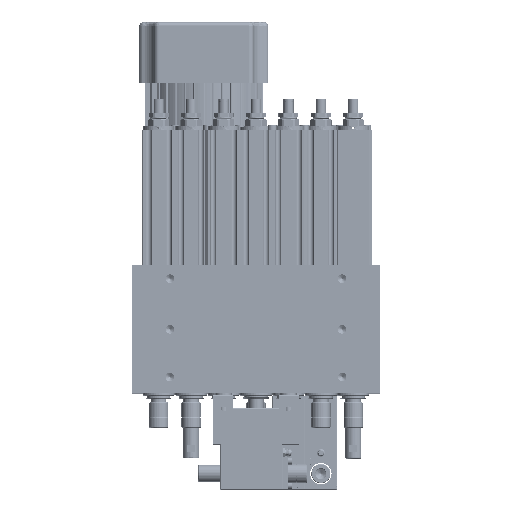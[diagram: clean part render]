
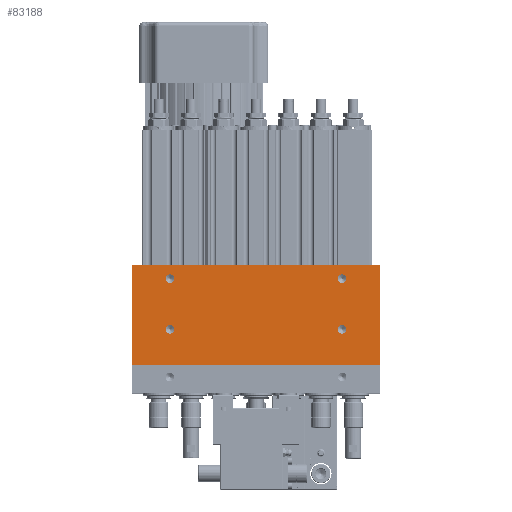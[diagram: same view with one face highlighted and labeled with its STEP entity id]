
A CAD part, top view. The second image highlights one B-rep face of the part: STEP entity #83188.
In plain terms, the highlighted planar face has unit normal (0, 0, 1).
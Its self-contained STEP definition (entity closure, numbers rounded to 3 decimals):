
#1201 = ORIENTED_EDGE ( 'NONE', *, *, #34764, .T. ) ;
#2245 = ORIENTED_EDGE ( 'NONE', *, *, #3603, .T. ) ;
#3603 = EDGE_CURVE ( 'NONE', #56499, #48559, #15130, .T. ) ;
#4585 = CARTESIAN_POINT ( 'NONE',  ( 244., 98., 0. ) ) ;
#5599 = EDGE_CURVE ( 'NONE', #79185, #105446, #30161, .T. ) ;
#5969 = EDGE_LOOP ( 'NONE', ( #7682, #10820 ) ) ;
#7180 = CIRCLE ( 'NONE', #61923, 4.25 ) ;
#7682 = ORIENTED_EDGE ( 'NONE', *, *, #59248, .T. ) ;
#8671 = ORIENTED_EDGE ( 'NONE', *, *, #12485, .T. ) ;
#10820 = ORIENTED_EDGE ( 'NONE', *, *, #77268, .T. ) ;
#11598 = CARTESIAN_POINT ( 'NONE',  ( 202.75, 35., 0. ) ) ;
#12485 = EDGE_CURVE ( 'NONE', #94251, #20651, #84439, .T. ) ;
#13968 = AXIS2_PLACEMENT_3D ( 'NONE', #51333, #113376, #60252 ) ;
#14174 = CIRCLE ( 'NONE', #13968, 4.25 ) ;
#14181 = CARTESIAN_POINT ( 'NONE',  ( 0., 0., 0. ) ) ;
#14366 = AXIS2_PLACEMENT_3D ( 'NONE', #32220, #94241, #41092 ) ;
#14778 = FACE_BOUND ( 'NONE', #5969, .T. ) ;
#15130 = CIRCLE ( 'NONE', #37112, 4.25 ) ;
#15473 = CARTESIAN_POINT ( 'NONE',  ( 0., 98., 0. ) ) ;
#16542 = EDGE_CURVE ( 'NONE', #105251, #95961, #14174, .T. ) ;
#17062 = EDGE_CURVE ( 'NONE', #18357, #39961, #96631, .T. ) ;
#18357 = VERTEX_POINT ( 'NONE', #91762 ) ;
#19343 = ORIENTED_EDGE ( 'NONE', *, *, #5599, .F. ) ;
#20349 = FACE_BOUND ( 'NONE', #100687, .T. ) ;
#20375 = DIRECTION ( 'NONE',  ( 0., 0., -1. ) ) ;
#20651 = VERTEX_POINT ( 'NONE', #109098 ) ;
#21612 = CARTESIAN_POINT ( 'NONE',  ( 0., 98., 0. ) ) ;
#21816 = EDGE_LOOP ( 'NONE', ( #1201, #95104 ) ) ;
#22320 = CARTESIAN_POINT ( 'NONE',  ( 37., 35., 0. ) ) ;
#24409 = DIRECTION ( 'NONE',  ( 0., -1., 0. ) ) ;
#24593 = CIRCLE ( 'NONE', #14366, 4.25 ) ;
#26221 = CARTESIAN_POINT ( 'NONE',  ( 207., 35., 0. ) ) ;
#28125 = CIRCLE ( 'NONE', #108815, 4.25 ) ;
#28636 = EDGE_LOOP ( 'NONE', ( #43865, #19343, #93844, #8671 ) ) ;
#30161 = LINE ( 'NONE', #4585, #50961 ) ;
#31208 = DIRECTION ( 'NONE',  ( -1., 0., 0. ) ) ;
#32220 = CARTESIAN_POINT ( 'NONE',  ( 207., 35., 0. ) ) ;
#33201 = CARTESIAN_POINT ( 'NONE',  ( 37., 35., 0. ) ) ;
#33344 = AXIS2_PLACEMENT_3D ( 'NONE', #95459, #42305, #104346 ) ;
#34764 = EDGE_CURVE ( 'NONE', #39961, #18357, #106320, .T. ) ;
#35071 = DIRECTION ( 'NONE',  ( -1., 0., 0. ) ) ;
#35423 = CARTESIAN_POINT ( 'NONE',  ( 32.75, 35., 0. ) ) ;
#37112 = AXIS2_PLACEMENT_3D ( 'NONE', #26221, #88255, #35071 ) ;
#39376 = CARTESIAN_POINT ( 'NONE',  ( 37., 85., 0. ) ) ;
#39961 = VERTEX_POINT ( 'NONE', #114401 ) ;
#41092 = DIRECTION ( 'NONE',  ( -1., 0., 0. ) ) ;
#42086 = DIRECTION ( 'NONE',  ( -1., 0., 0. ) ) ;
#42305 = DIRECTION ( 'NONE',  ( 0., 0., -1. ) ) ;
#42472 = CARTESIAN_POINT ( 'NONE',  ( 41.25, 35., 0. ) ) ;
#43435 = VECTOR ( 'NONE', #77394, 1000. ) ;
#43865 = ORIENTED_EDGE ( 'NONE', *, *, #113330, .F. ) ;
#44520 = AXIS2_PLACEMENT_3D ( 'NONE', #46086, #108145, #55010 ) ;
#46086 = CARTESIAN_POINT ( 'NONE',  ( 207., 85., 0. ) ) ;
#46512 = VECTOR ( 'NONE', #54234, 1000. ) ;
#47838 = AXIS2_PLACEMENT_3D ( 'NONE', #108785, #20375, #82481 ) ;
#48301 = DIRECTION ( 'NONE',  ( -1., 0., 0. ) ) ;
#48559 = VERTEX_POINT ( 'NONE', #97621 ) ;
#48802 = EDGE_CURVE ( 'NONE', #95961, #105251, #58320, .T. ) ;
#49061 = CARTESIAN_POINT ( 'NONE',  ( 32.75, 85., 0. ) ) ;
#50961 = VECTOR ( 'NONE', #110824, 1000. ) ;
#51333 = CARTESIAN_POINT ( 'NONE',  ( 37., 85., 0. ) ) ;
#54234 = DIRECTION ( 'NONE',  ( -1., 0., 0. ) ) ;
#55010 = DIRECTION ( 'NONE',  ( -1., 0., 0. ) ) ;
#56451 = EDGE_CURVE ( 'NONE', #79185, #94251, #93668, .T. ) ;
#56499 = VERTEX_POINT ( 'NONE', #11598 ) ;
#58280 = ORIENTED_EDGE ( 'NONE', *, *, #48802, .T. ) ;
#58320 = CIRCLE ( 'NONE', #81136, 4.25 ) ;
#59248 = EDGE_CURVE ( 'NONE', #113490, #61378, #28125, .T. ) ;
#60252 = DIRECTION ( 'NONE',  ( -1., 0., 0. ) ) ;
#60656 = CARTESIAN_POINT ( 'NONE',  ( 244., 0., 0. ) ) ;
#60809 = VECTOR ( 'NONE', #24409, 1000. ) ;
#61378 = VERTEX_POINT ( 'NONE', #42472 ) ;
#61923 = AXIS2_PLACEMENT_3D ( 'NONE', #33201, #95221, #42086 ) ;
#66862 = CARTESIAN_POINT ( 'NONE',  ( 41.25, 85., 0. ) ) ;
#77268 = EDGE_CURVE ( 'NONE', #61378, #113490, #7180, .T. ) ;
#77394 = DIRECTION ( 'NONE',  ( -1., 0., 0. ) ) ;
#78398 = ORIENTED_EDGE ( 'NONE', *, *, #102045, .T. ) ;
#79185 = VERTEX_POINT ( 'NONE', #86301 ) ;
#81136 = AXIS2_PLACEMENT_3D ( 'NONE', #39376, #101409, #48301 ) ;
#82481 = DIRECTION ( 'NONE',  ( 1., 0., 0. ) ) ;
#82816 = FACE_OUTER_BOUND ( 'NONE', #28636, .T. ) ;
#83188 = ADVANCED_FACE ( 'NONE', ( #14778, #85594, #20349, #106307, #82816 ), #99847, .F. ) ;
#84409 = DIRECTION ( 'NONE',  ( 0., 0., -1. ) ) ;
#84439 = LINE ( 'NONE', #15473, #60809 ) ;
#85594 = FACE_BOUND ( 'NONE', #113773, .T. ) ;
#86301 = CARTESIAN_POINT ( 'NONE',  ( 244., 98., 0. ) ) ;
#88255 = DIRECTION ( 'NONE',  ( 0., 0., -1. ) ) ;
#90646 = LINE ( 'NONE', #14181, #43435 ) ;
#90919 = ORIENTED_EDGE ( 'NONE', *, *, #16542, .T. ) ;
#91762 = CARTESIAN_POINT ( 'NONE',  ( 211.25, 85., 0. ) ) ;
#93668 = LINE ( 'NONE', #107739, #46512 ) ;
#93844 = ORIENTED_EDGE ( 'NONE', *, *, #56451, .T. ) ;
#94241 = DIRECTION ( 'NONE',  ( 0., 0., -1. ) ) ;
#94251 = VERTEX_POINT ( 'NONE', #21612 ) ;
#95104 = ORIENTED_EDGE ( 'NONE', *, *, #17062, .T. ) ;
#95221 = DIRECTION ( 'NONE',  ( 0., 0., -1. ) ) ;
#95459 = CARTESIAN_POINT ( 'NONE',  ( 207., 85., 0. ) ) ;
#95961 = VERTEX_POINT ( 'NONE', #49061 ) ;
#96631 = CIRCLE ( 'NONE', #33344, 4.25 ) ;
#97621 = CARTESIAN_POINT ( 'NONE',  ( 211.25, 35., 0. ) ) ;
#99847 = PLANE ( 'NONE',  #47838 ) ;
#100687 = EDGE_LOOP ( 'NONE', ( #58280, #90919 ) ) ;
#101409 = DIRECTION ( 'NONE',  ( 0., 0., -1. ) ) ;
#102045 = EDGE_CURVE ( 'NONE', #48559, #56499, #24593, .T. ) ;
#104346 = DIRECTION ( 'NONE',  ( -1., 0., 0. ) ) ;
#105251 = VERTEX_POINT ( 'NONE', #66862 ) ;
#105446 = VERTEX_POINT ( 'NONE', #60656 ) ;
#106307 = FACE_BOUND ( 'NONE', #21816, .T. ) ;
#106320 = CIRCLE ( 'NONE', #44520, 4.25 ) ;
#107739 = CARTESIAN_POINT ( 'NONE',  ( 0., 98., 0. ) ) ;
#108145 = DIRECTION ( 'NONE',  ( 0., 0., -1. ) ) ;
#108785 = CARTESIAN_POINT ( 'NONE',  ( 0., 98., 0. ) ) ;
#108815 = AXIS2_PLACEMENT_3D ( 'NONE', #22320, #84409, #31208 ) ;
#109098 = CARTESIAN_POINT ( 'NONE',  ( 0., 0., 0. ) ) ;
#110824 = DIRECTION ( 'NONE',  ( 0., -1., 0. ) ) ;
#113330 = EDGE_CURVE ( 'NONE', #105446, #20651, #90646, .T. ) ;
#113376 = DIRECTION ( 'NONE',  ( 0., 0., -1. ) ) ;
#113490 = VERTEX_POINT ( 'NONE', #35423 ) ;
#113773 = EDGE_LOOP ( 'NONE', ( #2245, #78398 ) ) ;
#114401 = CARTESIAN_POINT ( 'NONE',  ( 202.75, 85., 0. ) ) ;
